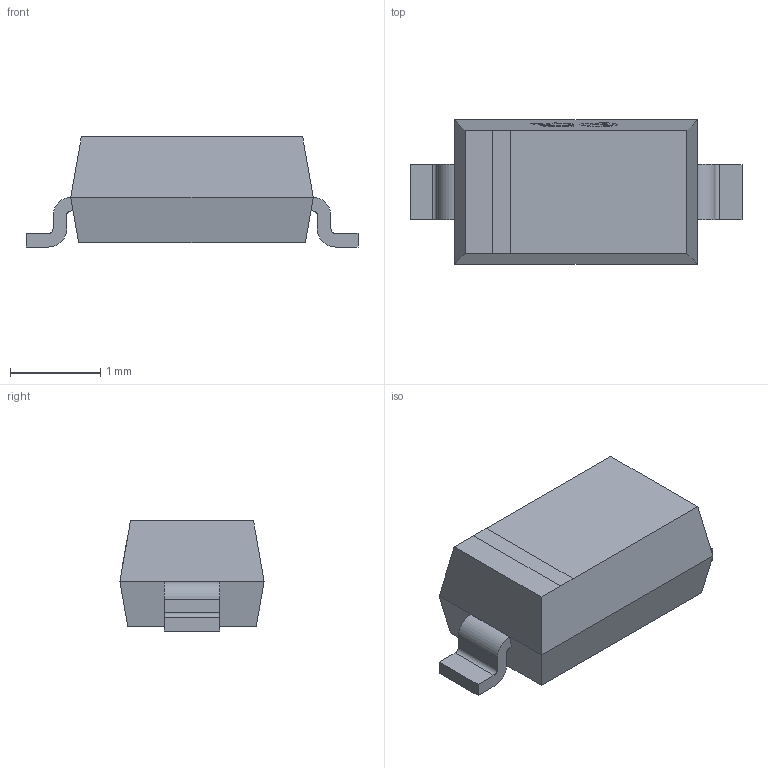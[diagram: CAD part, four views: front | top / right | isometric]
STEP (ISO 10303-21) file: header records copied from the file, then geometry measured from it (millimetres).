
FILE_DESCRIPTION(('FreeCAD Model'),'2;1');
FILE_NAME('Open CASCADE Shape Model','2023-11-03T13:26:57',('Author'),( ''),'Open CASCADE STEP processor 7.6','FreeCAD','Unknown');
FILE_SCHEMA(('AUTOMOTIVE_DESIGN { 1 0 10303 214 1 1 1 1 }'));
Length unit declared in the file: millimetre
Products named in the file (2): SOD-123_L2.8-W1.8-LS3.7-RD; SOLID
Assembly tree (1 placements, depth 2):
  SOD-123_L2.8-W1.8-LS3.7-RD
    SOLID
Bounding box: 3.68 x 1.6 x 1.22 mm (x, y, z)
Volume: 4.7 mm3; surface area: 19.1 mm2
Topology: 1 solids, 1 shells, 260 faces, 707 edges, 470 vertices
Faces by surface type: plane 154, bspline 98, cylinder 8
Entity records: 8984 total; most frequent: CARTESIAN_POINT 2745, ORIENTED_EDGE 1414, DIRECTION 851, EDGE_CURVE 707, LINE 491, VECTOR 491, VERTEX_POINT 470, FACE_BOUND 281
